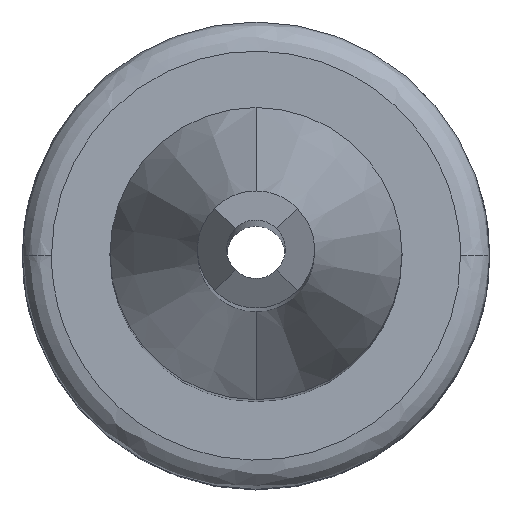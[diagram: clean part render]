
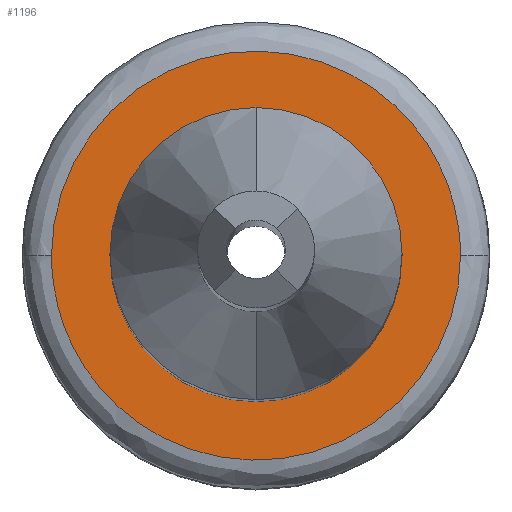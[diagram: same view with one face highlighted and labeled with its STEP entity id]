
A CAD part, top view. The second image highlights one B-rep face of the part: STEP entity #1196.
In plain terms, the highlighted planar face has unit normal (0, 0, 1).
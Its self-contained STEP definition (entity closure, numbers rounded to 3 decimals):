
#41 = DIRECTION ( 'NONE',  ( -1., 0., 0. ) ) ;
#50 = ORIENTED_EDGE ( 'NONE', *, *, #84, .F. ) ;
#66 = FACE_BOUND ( 'NONE', #1125, .T. ) ;
#82 = CARTESIAN_POINT ( 'NONE',  ( -7., 0., 22. ) ) ;
#83 = ORIENTED_EDGE ( 'NONE', *, *, #786, .F. ) ;
#84 = EDGE_CURVE ( 'NONE', #130, #936, #93, .T. ) ;
#91 = CARTESIAN_POINT ( 'NONE',  ( -7., -14., 22. ) ) ;
#93 =( BOUNDED_CURVE ( )  B_SPLINE_CURVE ( 3, ( #453, #1129, #1371, #1249 ),
 .UNSPECIFIED., .F., .F. ) 
 B_SPLINE_CURVE_WITH_KNOTS ( ( 4, 4 ),
 ( 0., 1. ),
 .UNSPECIFIED. ) 
 CURVE ( )  GEOMETRIC_REPRESENTATION_ITEM ( )  RATIONAL_B_SPLINE_CURVE ( ( 1., 0.333, 0.333, 1. ) ) 
 REPRESENTATION_ITEM ( '' )  );
#130 = VERTEX_POINT ( 'NONE', #686 ) ;
#143 = EDGE_LOOP ( 'NONE', ( #50, #201 ) ) ;
#166 = AXIS2_PLACEMENT_3D ( 'NONE', #849, #382, #41 ) ;
#201 = ORIENTED_EDGE ( 'NONE', *, *, #1087, .F. ) ;
#205 = VERTEX_POINT ( 'NONE', #1398 ) ;
#230 = EDGE_CURVE ( 'NONE', #497, #205, #1209, .T. ) ;
#382 = DIRECTION ( 'NONE',  ( 0., 0., 1. ) ) ;
#389 = CARTESIAN_POINT ( 'NONE',  ( 0., 0., 22. ) ) ;
#453 = CARTESIAN_POINT ( 'NONE',  ( -7., 0., 22. ) ) ;
#497 = VERTEX_POINT ( 'NONE', #542 ) ;
#532 = AXIS2_PLACEMENT_3D ( 'NONE', #389, #1069, #617 ) ;
#542 = CARTESIAN_POINT ( 'NONE',  ( -5., 0., 22. ) ) ;
#587 = FACE_OUTER_BOUND ( 'NONE', #143, .T. ) ;
#617 = DIRECTION ( 'NONE',  ( -1., 0., 0. ) ) ;
#642 = CARTESIAN_POINT ( 'NONE',  ( 7., 0., 22. ) ) ;
#665 = CARTESIAN_POINT ( 'NONE',  ( 7., 0., 22. ) ) ;
#685 =( BOUNDED_CURVE ( )  B_SPLINE_CURVE ( 3, ( #665, #775, #91, #82 ),
 .UNSPECIFIED., .F., .F. ) 
 B_SPLINE_CURVE_WITH_KNOTS ( ( 4, 4 ),
 ( 0., 1. ),
 .UNSPECIFIED. ) 
 CURVE ( )  GEOMETRIC_REPRESENTATION_ITEM ( )  RATIONAL_B_SPLINE_CURVE ( ( 1., 0.333, 0.333, 1. ) ) 
 REPRESENTATION_ITEM ( '' )  );
#686 = CARTESIAN_POINT ( 'NONE',  ( -7., 0., 22. ) ) ;
#688 = PLANE ( 'NONE',  #953 ) ;
#775 = CARTESIAN_POINT ( 'NONE',  ( 7., -14., 22. ) ) ;
#786 = EDGE_CURVE ( 'NONE', #205, #497, #1260, .T. ) ;
#849 = CARTESIAN_POINT ( 'NONE',  ( 0., 0., 22. ) ) ;
#928 = DIRECTION ( 'NONE',  ( 0., 0., -1. ) ) ;
#936 = VERTEX_POINT ( 'NONE', #642 ) ;
#940 = DIRECTION ( 'NONE',  ( -1., 0., 0. ) ) ;
#953 = AXIS2_PLACEMENT_3D ( 'NONE', #1475, #928, #940 ) ;
#1069 = DIRECTION ( 'NONE',  ( 0., 0., 1. ) ) ;
#1087 = EDGE_CURVE ( 'NONE', #936, #130, #685, .T. ) ;
#1125 = EDGE_LOOP ( 'NONE', ( #1361, #83 ) ) ;
#1129 = CARTESIAN_POINT ( 'NONE',  ( -7., 14., 22. ) ) ;
#1196 = ADVANCED_FACE ( 'NONE', ( #66, #587 ), #688, .F. ) ;
#1209 = CIRCLE ( 'NONE', #166, 5. ) ;
#1249 = CARTESIAN_POINT ( 'NONE',  ( 7., 0., 22. ) ) ;
#1260 = CIRCLE ( 'NONE', #532, 5. ) ;
#1361 = ORIENTED_EDGE ( 'NONE', *, *, #230, .F. ) ;
#1371 = CARTESIAN_POINT ( 'NONE',  ( 7., 14., 22. ) ) ;
#1398 = CARTESIAN_POINT ( 'NONE',  ( 5., 0., 22. ) ) ;
#1475 = CARTESIAN_POINT ( 'NONE',  ( 0., 0., 22. ) ) ;
